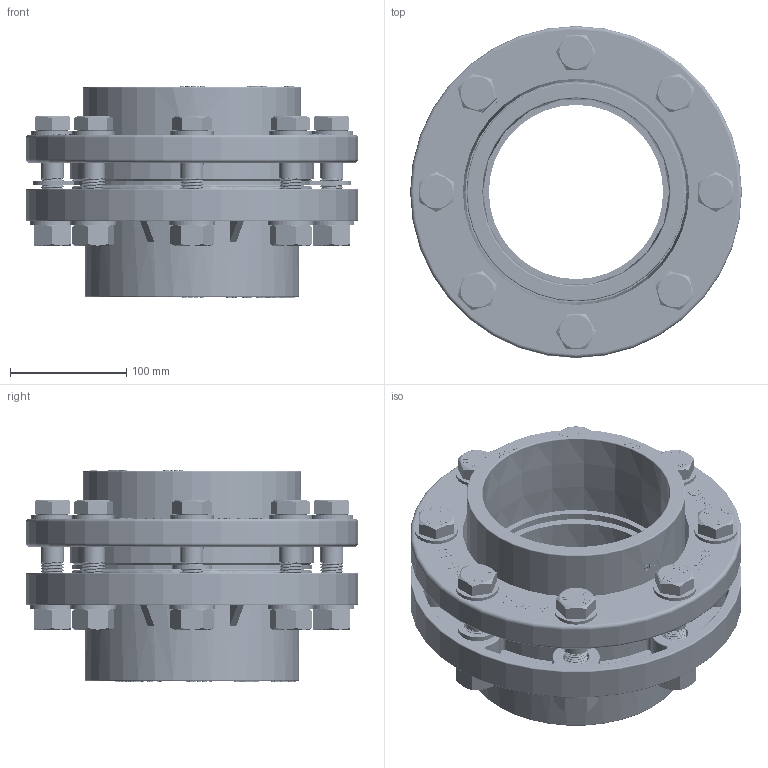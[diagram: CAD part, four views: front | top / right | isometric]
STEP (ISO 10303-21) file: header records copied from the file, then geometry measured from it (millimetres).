
FILE_DESCRIPTION(/* description */ (''),/* implementation_level */ '2;1');
FILE_NAME(/* name */ 'AF0707.000.160.step',/* time_stamp */ '2026-02-13T12:03:32+01:00',/* author */ (''),/* organization */ (''),/* preprocessor_version */ 'ST-DEVELOPER v20.1',/* originating_system */ 'Autodesk Translation Framework v14.24.0.0',/* authorisation */ '');
FILE_SCHEMA (('AUTOMOTIVE_DESIGN { 1 0 10303 214 3 1 1 }'));
Length unit declared in the file: millimetre
Products named in the file (8): 2026-02-13-08-03-28-212; 2026-02-13-09-04-59-192; 2026-02-13-09-04-52-927; 2026-02-13-09-05-03-723; DIN 125 - A 23 Stahl 100 HV Einfach; DIN 125 - A 21 Stahl 100 HV Einfach; 2026-02-13-12-02-19-533; 2026-02-13-10-02-07-577
Assembly tree (35 placements, depth 2):
  2026-02-13-08-03-28-212
    2026-02-13-09-04-59-192
    2026-02-13-09-04-52-927
    2026-02-13-09-05-03-723
    2026-02-13-10-02-07-577  x8
    DIN 125 - A 23 Stahl 100 HV Einfach  x8
    2026-02-13-12-02-19-533  x8
    DIN 125 - A 21 Stahl 100 HV Einfach  x8
Bounding box: 285 x 285 x 181.45 mm (x, y, z)
Volume: 3100292.1 mm3; surface area: 698774.9 mm2
Topology: 36 solids, 36 shells, 3754 faces, 10179 edges, 6741 vertices
Faces by surface type: plane 1930, bspline 877, cylinder 761, torus 113, cone 73
Full cylindrical faces by diameter (mm): 2.499 x1, 3.748 x1, 4.667 x1, 6.222 x1, 16.938 x144, 19.519 x32, 19.791 x160, 21 x8, 22 x16, 22.293 x40, 22.5 x2, 23 x8, 37 x8, 39 x8, 149.6 x1, 149.8 x1, 160 x1, 184.6 x1, 188 x1, 209.1 x1, 285 x2
Entity records: 86194 total; most frequent: CARTESIAN_POINT 29409, ORIENTED_EDGE 12658, DIRECTION 10165, EDGE_CURVE 6329, LINE 4441, VECTOR 4441, VERTEX_POINT 4193, AXIS2_PLACEMENT_3D 2862
